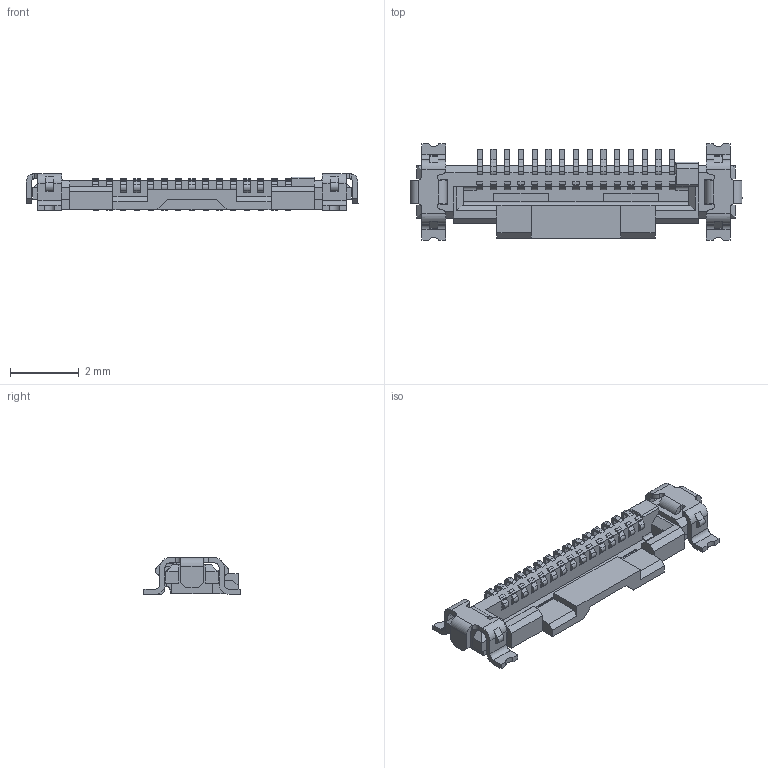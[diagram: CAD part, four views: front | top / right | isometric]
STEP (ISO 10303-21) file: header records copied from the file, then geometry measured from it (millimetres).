
FILE_DESCRIPTION(('Creo Elements/Direct Modeling STEP Export'),'2;1');
FILE_NAME('DF36-15S-0.4V.stp','2015-09-14T10:45:43',(''),(''),'Creo Elements/Direct Modeling STEP processor for AP214 (Solid Model)','Creo Elements/Direct Modeling 18.1E 22-Nov-2013 (C) Parametric Technology GmbH','');
FILE_SCHEMA(('AUTOMOTIVE_DESIGN { 1 0 10303 214 1 1 1 1 }'));
Length unit declared in the file: millimetre
Products named in the file (1): DF36-15S-0.4V
Bounding box: 9.66 x 2.8 x 1.07 mm (x, y, z)
Volume: 9.6 mm3; surface area: 91.6 mm2
Topology: 1 solids, 1 shells, 660 faces, 1913 edges, 1272 vertices
Faces by surface type: plane 480, cylinder 172, bspline 8
Entity records: 21763 total; most frequent: CARTESIAN_POINT 4072, ORIENTED_EDGE 3826, DIRECTION 3525, EDGE_CURVE 1913, VECTOR 1499, LINE 1499, VERTEX_POINT 1272, AXIS2_PLACEMENT_3D 1013
